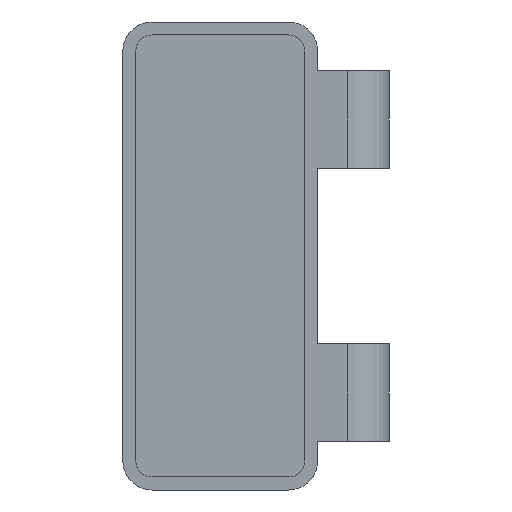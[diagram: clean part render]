
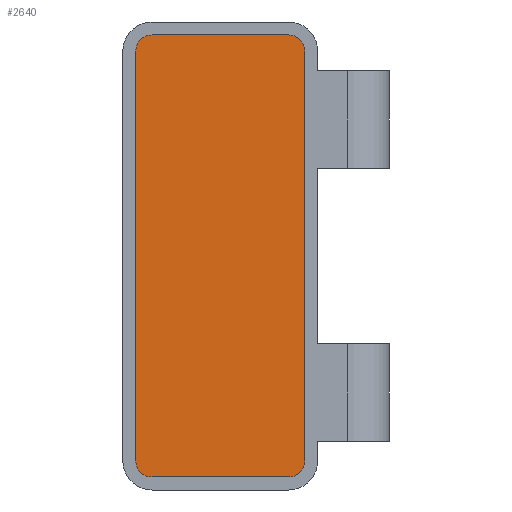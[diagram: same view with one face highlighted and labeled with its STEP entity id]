
A CAD part, left-side view. The second image highlights one B-rep face of the part: STEP entity #2640.
In plain terms, the highlighted planar face has unit normal (-1, 0, 0).
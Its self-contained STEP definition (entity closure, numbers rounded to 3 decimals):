
#120=CARTESIAN_POINT('',(-1.,36.5,-198.));
#130=VERTEX_POINT('',#120);
#160=CARTESIAN_POINT('',(-1.,13.,-198.));
#170=DIRECTION('',(0.,1.,0.));
#180=VECTOR('',#170,1.);
#190=LINE('',#160,#180);
#200=CARTESIAN_POINT('',(-1.,15.5,-198.));
#210=VERTEX_POINT('',#200);
#220=EDGE_CURVE('',#210,#130,#190,.T.);
#560=CARTESIAN_POINT('',(-1.,15.5,-195.5));
#570=DIRECTION('',(1.,0.,0.));
#580=DIRECTION('',(0.,0.,-1.));
#590=AXIS2_PLACEMENT_3D('',#560,#570,#580);
#600=CIRCLE('',#590,2.5);
#610=CARTESIAN_POINT('',(-1.,13.,-195.5));
#620=VERTEX_POINT('',#610);
#630=EDGE_CURVE('',#620,#210,#600,.T.);
#880=CARTESIAN_POINT('',(-1.,13.,-143.));
#890=DIRECTION('',(0.,0.,-1.));
#900=VECTOR('',#890,1.);
#910=LINE('',#880,#900);
#920=CARTESIAN_POINT('',(-1.,13.,-132.5));
#930=VERTEX_POINT('',#920);
#940=EDGE_CURVE('',#930,#620,#910,.T.);
#1240=CARTESIAN_POINT('',(-1.,15.5,-130.));
#1250=VERTEX_POINT('',#1240);
#1280=CARTESIAN_POINT('',(-1.,22.75,-130.));
#1290=DIRECTION('',(0.,-1.,0.));
#1300=VECTOR('',#1290,1.);
#1310=LINE('',#1280,#1300);
#1320=CARTESIAN_POINT('',(-1.,36.5,-130.));
#1330=VERTEX_POINT('',#1320);
#1340=EDGE_CURVE('',#1330,#1250,#1310,.T.);
#1930=CARTESIAN_POINT('',(-1.,36.5,-195.5));
#1940=DIRECTION('',(-1.,0.,0.));
#1950=DIRECTION('',(0.,0.,1.));
#1960=AXIS2_PLACEMENT_3D('',#1930,#1940,#1950);
#1970=CIRCLE('',#1960,2.5);
#1980=CARTESIAN_POINT('',(-1.,39.,-195.5));
#1990=VERTEX_POINT('',#1980);
#2000=EDGE_CURVE('',#1990,#130,#1970,.T.);
#2230=CARTESIAN_POINT('',(-1.,39.,-132.5));
#2240=VERTEX_POINT('',#2230);
#2270=CARTESIAN_POINT('',(-1.,39.,-143.));
#2280=DIRECTION('',(0.,0.,1.));
#2290=VECTOR('',#2280,1.);
#2300=LINE('',#2270,#2290);
#2310=EDGE_CURVE('',#1990,#2240,#2300,.T.);
#2370=CARTESIAN_POINT('',(-1.,22.75,-17.));
#2380=DIRECTION('',(-1.,0.,0.));
#2390=DIRECTION('',(0.,0.,1.));
#2400=AXIS2_PLACEMENT_3D('',#2370,#2380,#2390);
#2410=PLANE('',#2400);
#2420=ORIENTED_EDGE('',*,*,#630,.F.);
#2430=ORIENTED_EDGE('',*,*,#220,.F.);
#2440=ORIENTED_EDGE('',*,*,#2000,.T.);
#2450=ORIENTED_EDGE('',*,*,#2310,.F.);
#2460=CARTESIAN_POINT('',(-1.,36.5,-132.5));
#2470=DIRECTION('',(1.,0.,0.));
#2480=DIRECTION('',(0.,0.,-1.));
#2490=AXIS2_PLACEMENT_3D('',#2460,#2470,#2480);
#2500=CIRCLE('',#2490,2.5);
#2510=EDGE_CURVE('',#2240,#1330,#2500,.T.);
#2520=ORIENTED_EDGE('',*,*,#2510,.F.);
#2530=ORIENTED_EDGE('',*,*,#1340,.F.);
#2540=CARTESIAN_POINT('',(-1.,15.5,-132.5));
#2550=DIRECTION('',(1.,0.,0.));
#2560=DIRECTION('',(0.,0.,-1.));
#2570=AXIS2_PLACEMENT_3D('',#2540,#2550,#2560);
#2580=CIRCLE('',#2570,2.5);
#2590=EDGE_CURVE('',#1250,#930,#2580,.T.);
#2600=ORIENTED_EDGE('',*,*,#2590,.F.);
#2610=ORIENTED_EDGE('',*,*,#940,.F.);
#2620=EDGE_LOOP('',(#2610,#2600,#2530,#2520,#2450,#2440,#2430,#2420));
#2630=FACE_OUTER_BOUND('',#2620,.T.);
#2640=ADVANCED_FACE('',(#2630),#2410,.T.);
